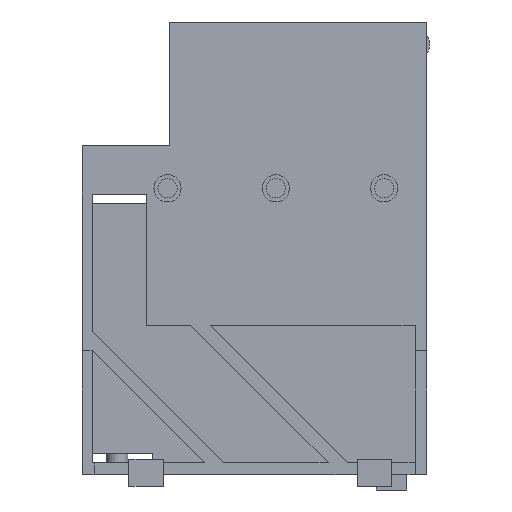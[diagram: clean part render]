
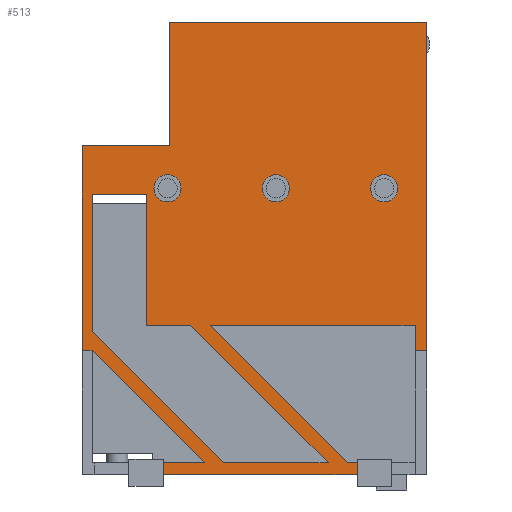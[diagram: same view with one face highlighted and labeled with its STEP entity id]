
A CAD part, front view. The second image highlights one B-rep face of the part: STEP entity #513.
In plain terms, the highlighted planar face has unit normal (0, -1, 0).
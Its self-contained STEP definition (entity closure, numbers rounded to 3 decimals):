
#202=CARTESIAN_POINT('',(-47.5,-147.,-186.25));
#203=VERTEX_POINT('',#202);
#204=CARTESIAN_POINT('',(-65.0,-147.,-186.25));
#205=DIRECTION('',(0.0,1.0,0.0));
#206=DIRECTION('',(1.0,0.0,0.0));
#207=AXIS2_PLACEMENT_3D('',#204,#205,#206);
#208=CIRCLE('',#207,17.5);
#209=EDGE_CURVE('',#203,#203,#208,.T.);
#279=CARTESIAN_POINT('',(-187.5,-147.,-186.25));
#280=VERTEX_POINT('',#279);
#281=CARTESIAN_POINT('',(-205.0,-147.,-186.25));
#282=DIRECTION('',(0.0,1.0,0.0));
#283=DIRECTION('',(1.0,0.0,0.0));
#284=AXIS2_PLACEMENT_3D('',#281,#282,#283);
#285=CIRCLE('',#284,17.5);
#286=EDGE_CURVE('',#280,#280,#285,.T.);
#303=CARTESIAN_POINT('',(2.5,-147.,-541.25));
#304=DIRECTION('',(0.0,1.0,0.0));
#305=DIRECTION('',(0.0,0.0,1.0));
#306=AXIS2_PLACEMENT_3D('',#303,#304,#305);
#307=PLANE('',#306);
#308=CARTESIAN_POINT('',(-210.0,-147.,-541.25));
#309=VERTEX_POINT('',#308);
#310=CARTESIAN_POINT('',(-210.0,-147.,-556.25));
#311=VERTEX_POINT('',#310);
#312=CARTESIAN_POINT('',(-210.0,-147.,-541.25));
#313=DIRECTION('',(0.0,0.0,-1.0));
#314=VECTOR('',#313,15.0);
#315=LINE('',#312,#314);
#316=EDGE_CURVE('',#309,#311,#315,.T.);
#317=ORIENTED_EDGE('',*,*,#316,.T.);
#318=CARTESIAN_POINT('',(40.0,-147.,-556.25));
#319=VERTEX_POINT('',#318);
#320=CARTESIAN_POINT('',(40.0,-147.,-556.25));
#321=DIRECTION('',(-1.0,0.0,0.0));
#322=VECTOR('',#321,250.0);
#323=LINE('',#320,#322);
#324=EDGE_CURVE('',#319,#311,#323,.T.);
#325=ORIENTED_EDGE('',*,*,#324,.F.);
#326=CARTESIAN_POINT('',(40.0,-147.,-541.25));
#327=VERTEX_POINT('',#326);
#328=CARTESIAN_POINT('',(40.0,-147.,-556.25));
#329=DIRECTION('',(0.0,0.0,1.0));
#330=VECTOR('',#329,15.0);
#331=LINE('',#328,#330);
#332=EDGE_CURVE('',#319,#327,#331,.T.);
#333=ORIENTED_EDGE('',*,*,#332,.T.);
#334=CARTESIAN_POINT('',(27.5,-147.,-541.25));
#335=VERTEX_POINT('',#334);
#336=CARTESIAN_POINT('',(40.0,-147.,-541.25));
#337=DIRECTION('',(-1.0,0.0,0.0));
#338=VECTOR('',#337,12.5);
#339=LINE('',#336,#338);
#340=EDGE_CURVE('',#327,#335,#339,.T.);
#341=ORIENTED_EDGE('',*,*,#340,.T.);
#342=CARTESIAN_POINT('',(-150.0,-147.,-363.75));
#343=VERTEX_POINT('',#342);
#344=CARTESIAN_POINT('',(-150.,-147.,-363.75));
#345=DIRECTION('',(0.707,0.0,-0.707));
#346=VECTOR('',#345,251.023);
#347=LINE('',#344,#346);
#348=EDGE_CURVE('',#343,#335,#347,.T.);
#349=ORIENTED_EDGE('',*,*,#348,.F.);
#350=CARTESIAN_POINT('',(115.0,-147.,-363.75));
#351=VERTEX_POINT('',#350);
#352=CARTESIAN_POINT('',(-150.0,-147.,-363.75));
#353=DIRECTION('',(1.0,0.0,0.0));
#354=VECTOR('',#353,265.0);
#355=LINE('',#352,#354);
#356=EDGE_CURVE('',#343,#351,#355,.T.);
#357=ORIENTED_EDGE('',*,*,#356,.T.);
#358=CARTESIAN_POINT('',(115.0,-147.,-396.25));
#359=VERTEX_POINT('',#358);
#360=CARTESIAN_POINT('',(115.0,-147.,-363.75));
#361=DIRECTION('',(0.0,0.0,-1.0));
#362=VECTOR('',#361,32.5);
#363=LINE('',#360,#362);
#364=EDGE_CURVE('',#351,#359,#363,.T.);
#365=ORIENTED_EDGE('',*,*,#364,.T.);
#366=CARTESIAN_POINT('',(130.0,-147.,-396.25));
#367=VERTEX_POINT('',#366);
#368=CARTESIAN_POINT('',(115.0,-147.,-396.25));
#369=DIRECTION('',(1.0,0.0,0.0));
#370=VECTOR('',#369,15.0);
#371=LINE('',#368,#370);
#372=EDGE_CURVE('',#359,#367,#371,.T.);
#373=ORIENTED_EDGE('',*,*,#372,.T.);
#374=CARTESIAN_POINT('',(130.0,-147.0,28.75));
#375=VERTEX_POINT('',#374);
#376=CARTESIAN_POINT('',(130.0,-147.0,28.75));
#377=DIRECTION('',(0.0,0.0,-1.0));
#378=VECTOR('',#377,425.0);
#379=LINE('',#376,#378);
#380=EDGE_CURVE('',#375,#367,#379,.T.);
#381=ORIENTED_EDGE('',*,*,#380,.F.);
#382=CARTESIAN_POINT('',(-202.5,-147.0,28.75));
#383=VERTEX_POINT('',#382);
#384=CARTESIAN_POINT('',(-202.5,-147.0,28.75));
#385=DIRECTION('',(1.0,0.0,0.0));
#386=VECTOR('',#385,332.5);
#387=LINE('',#384,#386);
#388=EDGE_CURVE('',#383,#375,#387,.T.);
#389=ORIENTED_EDGE('',*,*,#388,.F.);
#390=CARTESIAN_POINT('',(-202.5,-147.,-131.25));
#391=VERTEX_POINT('',#390);
#392=CARTESIAN_POINT('',(-202.5,-147.,-131.25));
#393=DIRECTION('',(0.0,0.0,1.0));
#394=VECTOR('',#393,160.0);
#395=LINE('',#392,#394);
#396=EDGE_CURVE('',#391,#383,#395,.T.);
#397=ORIENTED_EDGE('',*,*,#396,.F.);
#398=CARTESIAN_POINT('',(-315.0,-147.,-131.25));
#399=VERTEX_POINT('',#398);
#400=CARTESIAN_POINT('',(-315.0,-147.,-131.25));
#401=DIRECTION('',(1.0,0.0,0.0));
#402=VECTOR('',#401,112.5);
#403=LINE('',#400,#402);
#404=EDGE_CURVE('',#399,#391,#403,.T.);
#405=ORIENTED_EDGE('',*,*,#404,.F.);
#406=CARTESIAN_POINT('',(-315.0,-147.,-396.25));
#407=VERTEX_POINT('',#406);
#408=CARTESIAN_POINT('',(-315.0,-147.,-396.25));
#409=DIRECTION('',(0.0,0.0,1.0));
#410=VECTOR('',#409,265.0);
#411=LINE('',#408,#410);
#412=EDGE_CURVE('',#407,#399,#411,.T.);
#413=ORIENTED_EDGE('',*,*,#412,.F.);
#414=CARTESIAN_POINT('',(-302.5,-147.,-396.25));
#415=VERTEX_POINT('',#414);
#416=CARTESIAN_POINT('',(-315.0,-147.,-396.25));
#417=DIRECTION('',(1.0,0.0,0.0));
#418=VECTOR('',#417,12.5);
#419=LINE('',#416,#418);
#420=EDGE_CURVE('',#407,#415,#419,.T.);
#421=ORIENTED_EDGE('',*,*,#420,.T.);
#422=CARTESIAN_POINT('',(-157.5,-147.,-541.25));
#423=VERTEX_POINT('',#422);
#424=CARTESIAN_POINT('',(-157.5,-147.,-541.25));
#425=DIRECTION('',(-0.707,0.0,0.707));
#426=VECTOR('',#425,205.061);
#427=LINE('',#424,#426);
#428=EDGE_CURVE('',#423,#415,#427,.T.);
#429=ORIENTED_EDGE('',*,*,#428,.F.);
#430=CARTESIAN_POINT('',(-157.5,-147.,-541.25));
#431=DIRECTION('',(-1.0,0.0,0.0));
#432=VECTOR('',#431,52.5);
#433=LINE('',#430,#432);
#434=EDGE_CURVE('',#423,#309,#433,.T.);
#435=ORIENTED_EDGE('',*,*,#434,.T.);
#436=EDGE_LOOP('',(#317,#325,#333,#341,#349,#357,#365,#373,#381,#389,#397,#405,#413,#421,#429,#435));
#437=FACE_OUTER_BOUND('',#436,.T.);
#438=ORIENTED_EDGE('',*,*,#209,.T.);
#439=EDGE_LOOP('',(#438));
#440=FACE_BOUND('',#439,.T.);
#441=ORIENTED_EDGE('',*,*,#286,.T.);
#442=EDGE_LOOP('',(#441));
#443=FACE_BOUND('',#442,.T.);
#444=CARTESIAN_POINT('',(2.5,-147.,-541.25));
#445=VERTEX_POINT('',#444);
#446=CARTESIAN_POINT('',(-175.0,-147.,-363.75));
#447=VERTEX_POINT('',#446);
#448=CARTESIAN_POINT('',(2.5,-147.,-541.25));
#449=DIRECTION('',(-0.707,0.0,0.707));
#450=VECTOR('',#449,251.023);
#451=LINE('',#448,#450);
#452=EDGE_CURVE('',#445,#447,#451,.T.);
#453=ORIENTED_EDGE('',*,*,#452,.F.);
#454=CARTESIAN_POINT('',(-132.5,-147.,-541.25));
#455=VERTEX_POINT('',#454);
#456=CARTESIAN_POINT('',(2.5,-147.,-541.25));
#457=DIRECTION('',(-1.0,0.0,0.0));
#458=VECTOR('',#457,135.);
#459=LINE('',#456,#458);
#460=EDGE_CURVE('',#445,#455,#459,.T.);
#461=ORIENTED_EDGE('',*,*,#460,.T.);
#462=CARTESIAN_POINT('',(-302.5,-147.,-371.25));
#463=VERTEX_POINT('',#462);
#464=CARTESIAN_POINT('',(-302.5,-147.,-371.25));
#465=DIRECTION('',(0.707,0.0,-0.707));
#466=VECTOR('',#465,240.416);
#467=LINE('',#464,#466);
#468=EDGE_CURVE('',#463,#455,#467,.T.);
#469=ORIENTED_EDGE('',*,*,#468,.F.);
#470=CARTESIAN_POINT('',(-302.5,-147.,-193.75));
#471=VERTEX_POINT('',#470);
#472=CARTESIAN_POINT('',(-302.5,-147.,-371.25));
#473=DIRECTION('',(0.0,0.0,1.0));
#474=VECTOR('',#473,177.5);
#475=LINE('',#472,#474);
#476=EDGE_CURVE('',#463,#471,#475,.T.);
#477=ORIENTED_EDGE('',*,*,#476,.T.);
#478=CARTESIAN_POINT('',(-232.5,-147.,-193.75));
#479=VERTEX_POINT('',#478);
#480=CARTESIAN_POINT('',(-302.5,-147.,-193.75));
#481=DIRECTION('',(1.0,0.0,0.0));
#482=VECTOR('',#481,70.0);
#483=LINE('',#480,#482);
#484=EDGE_CURVE('',#471,#479,#483,.T.);
#485=ORIENTED_EDGE('',*,*,#484,.T.);
#486=CARTESIAN_POINT('',(-232.5,-147.,-363.75));
#487=VERTEX_POINT('',#486);
#488=CARTESIAN_POINT('',(-232.5,-147.,-193.75));
#489=DIRECTION('',(0.0,0.0,-1.0));
#490=VECTOR('',#489,170.0);
#491=LINE('',#488,#490);
#492=EDGE_CURVE('',#479,#487,#491,.T.);
#493=ORIENTED_EDGE('',*,*,#492,.T.);
#494=CARTESIAN_POINT('',(-232.5,-147.,-363.75));
#495=DIRECTION('',(1.0,0.0,0.0));
#496=VECTOR('',#495,57.5);
#497=LINE('',#494,#496);
#498=EDGE_CURVE('',#487,#447,#497,.T.);
#499=ORIENTED_EDGE('',*,*,#498,.T.);
#500=EDGE_LOOP('',(#453,#461,#469,#477,#485,#493,#499));
#501=FACE_BOUND('',#500,.T.);
#502=CARTESIAN_POINT('',(92.5,-147.,-186.25));
#503=VERTEX_POINT('',#502);
#504=CARTESIAN_POINT('',(75.0,-147.,-186.25));
#505=DIRECTION('',(0.0,-1.0,0.0));
#506=DIRECTION('',(1.0,0.0,0.0));
#507=AXIS2_PLACEMENT_3D('',#504,#505,#506);
#508=CIRCLE('',#507,17.5);
#509=EDGE_CURVE('',#503,#503,#508,.T.);
#510=ORIENTED_EDGE('',*,*,#509,.F.);
#511=EDGE_LOOP('',(#510));
#512=FACE_BOUND('',#511,.T.);
#513=ADVANCED_FACE('',(#437,#440,#443,#501,#512),#307,.F.);
